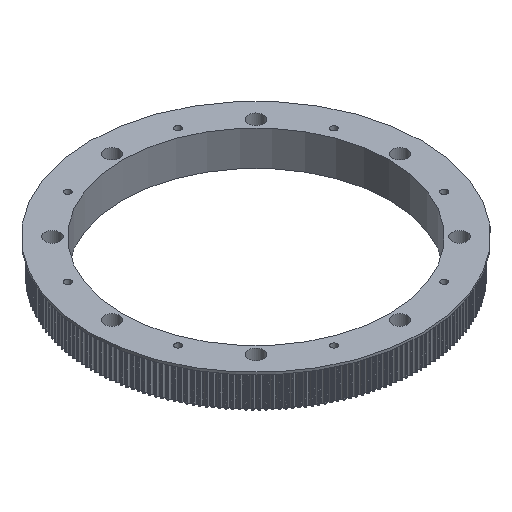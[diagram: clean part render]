
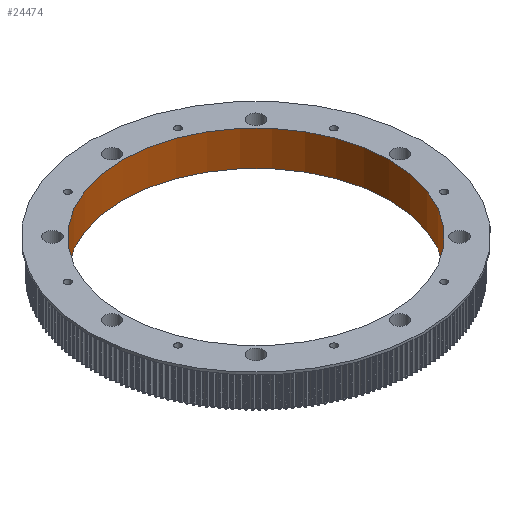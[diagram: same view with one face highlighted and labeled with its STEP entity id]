
A CAD part, isometric view. The second image highlights one B-rep face of the part: STEP entity #24474.
In plain terms, the highlighted cylindrical face has radius 84 mm (diameter 168 mm), a full revolution.
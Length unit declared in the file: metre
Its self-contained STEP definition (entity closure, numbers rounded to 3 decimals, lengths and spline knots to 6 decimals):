
#681=LINE('',#43639,#1996);
#1996=VECTOR('',#35073,0.084);
#3310=CYLINDRICAL_SURFACE('',#27797,0.084);
#4660=FACE_OUTER_BOUND('',#5995,.T.);
#5995=EDGE_LOOP('',(#19875,#19876,#19877,#19878));
#7978=CIRCLE('',#26460,0.084);
#8651=CIRCLE('',#27798,0.084);
#10617=VERTEX_POINT('',#40961);
#11291=VERTEX_POINT('',#43638);
#13256=EDGE_CURVE('',#10617,#10617,#7978,.T.);
#14594=EDGE_CURVE('',#10617,#11291,#681,.T.);
#14595=EDGE_CURVE('',#11291,#11291,#8651,.T.);
#19875=ORIENTED_EDGE('',*,*,#13256,.T.);
#19876=ORIENTED_EDGE('',*,*,#14594,.T.);
#19877=ORIENTED_EDGE('',*,*,#14595,.F.);
#19878=ORIENTED_EDGE('',*,*,#14594,.F.);
#24474=ADVANCED_FACE('',(#4660),#3310,.F.);
#26460=AXIS2_PLACEMENT_3D('',#40962,#31732,#31733);
#27797=AXIS2_PLACEMENT_3D('',#43637,#35071,#35072);
#27798=AXIS2_PLACEMENT_3D('',#43640,#35074,#35075);
#31732=DIRECTION('center_axis',(0.,0.,-1.));
#31733=DIRECTION('ref_axis',(-1.,0.,0.));
#35071=DIRECTION('center_axis',(0.,0.,1.));
#35072=DIRECTION('ref_axis',(-1.,0.,0.));
#35073=DIRECTION('',(0.,0.,1.));
#35074=DIRECTION('center_axis',(0.,0.,-1.));
#35075=DIRECTION('ref_axis',(-1.,0.,0.));
#40961=CARTESIAN_POINT('',(0.084,0.,-0.0095));
#40962=CARTESIAN_POINT('Origin',(0.,0.,-0.0095));
#43637=CARTESIAN_POINT('Origin',(0.,0.,-0.0115));
#43638=CARTESIAN_POINT('',(0.084,0.,0.0125));
#43639=CARTESIAN_POINT('',(0.084,0.,-0.0115));
#43640=CARTESIAN_POINT('Origin',(0.,0.,0.0125));
